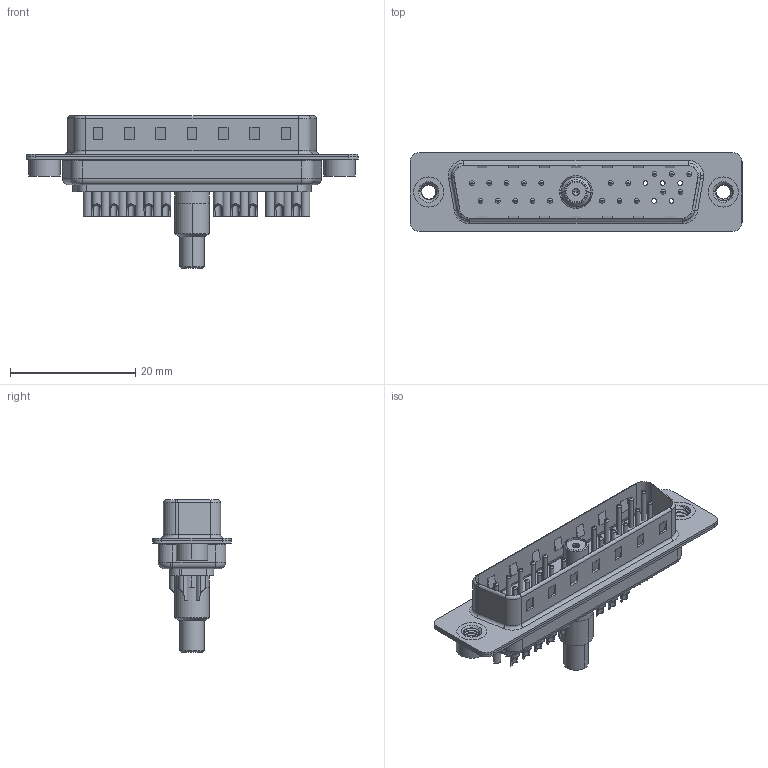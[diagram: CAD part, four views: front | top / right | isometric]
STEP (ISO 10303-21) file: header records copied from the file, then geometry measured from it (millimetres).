
FILE_DESCRIPTION (( 'STEP AP203' ), '1' );
FILE_NAME ('627-21W1222-7NA.STEP', '2019-05-27T23:43:57', ( '' ), ( '' ), 'SwSTEP 2.0', 'SolidWorks 2016', '' );
FILE_SCHEMA (( 'CONFIG_CONTROL_DESIGN' ));
Length unit declared in the file: millimetre
Products named in the file (15): 627-21W1222-7NA; 627Combo Shell Rear_25 Contacts; Insulator Socket 2; 627Combo Contact Row 1_22; 627Combo Housing_21W1; Co-Ax Jack_Solder Cup Tail; 627Combo Threaded Rivet_2; Co-Ax Jack Assy_SC; Locking Collar; Solder Cover; Socket_Solder Cup; 627Combo Threaded Rivet_A; 627Combo Contact Row 2_22; 627Combo Shell Front_25 Contacts; Insulator Socket
Assembly tree (32 placements, depth 3):
  627-21W1222-7NA
    627Combo Housing_21W1
    627Combo Shell Rear_25 Contacts
    627Combo Shell Front_25 Contacts
    627Combo Threaded Rivet_A
    Co-Ax Jack Assy_SC
      Co-Ax Jack_Solder Cup Tail
      Insulator Socket
      Insulator Socket 2
      Locking Collar
      Socket_Solder Cup
      Solder Cover
    627Combo Threaded Rivet_2
    627Combo Contact Row 1_22  x10
    627Combo Contact Row 2_22  x10
Bounding box: 53 x 12.6 x 24.3 mm (x, y, z)
Volume: 2877.6 mm3; surface area: 7821.6 mm2
Topology: 31 solids, 31 shells, 1245 faces, 2923 edges, 1796 vertices
Faces by surface type: cylinder 522, plane 391, torus 254, cone 70, bspline 8
Entity records: 26631 total; most frequent: CARTESIAN_POINT 7121, DIRECTION 3887, ORIENTED_EDGE 3450, EDGE_CURVE 1725, AXIS2_PLACEMENT_3D 1524, VERTEX_POINT 1094, EDGE_LOOP 885, VECTOR 839
